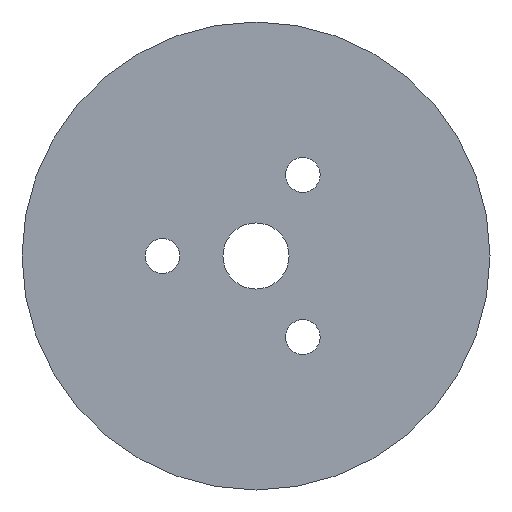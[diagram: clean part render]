
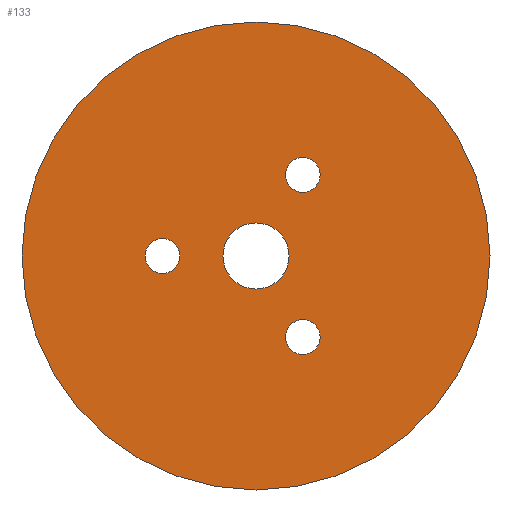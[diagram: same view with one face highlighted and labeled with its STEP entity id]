
A CAD part, left-side view. The second image highlights one B-rep face of the part: STEP entity #133.
In plain terms, the highlighted planar face has unit normal (-1, 0, 0).
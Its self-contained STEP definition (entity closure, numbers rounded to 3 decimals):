
#19=FACE_BOUND('',#43,.T.);
#20=FACE_BOUND('',#44,.T.);
#21=FACE_BOUND('',#45,.T.);
#22=FACE_BOUND('',#46,.T.);
#24=PLANE('',#164);
#31=FACE_OUTER_BOUND('',#42,.T.);
#42=EDGE_LOOP('',(#117));
#43=EDGE_LOOP('',(#118));
#44=EDGE_LOOP('',(#119));
#45=EDGE_LOOP('',(#120));
#46=EDGE_LOOP('',(#121));
#58=CIRCLE('',#150,1.666);
#60=CIRCLE('',#153,1.666);
#62=CIRCLE('',#156,1.666);
#64=CIRCLE('',#159,3.175);
#66=CIRCLE('',#162,22.5);
#68=VERTEX_POINT('',#210);
#70=VERTEX_POINT('',#216);
#72=VERTEX_POINT('',#222);
#74=VERTEX_POINT('',#228);
#76=VERTEX_POINT('',#234);
#79=EDGE_CURVE('',#68,#68,#58,.T.);
#82=EDGE_CURVE('',#70,#70,#60,.T.);
#85=EDGE_CURVE('',#72,#72,#62,.T.);
#88=EDGE_CURVE('',#74,#74,#64,.T.);
#91=EDGE_CURVE('',#76,#76,#66,.T.);
#117=ORIENTED_EDGE('',*,*,#91,.F.);
#118=ORIENTED_EDGE('',*,*,#88,.F.);
#119=ORIENTED_EDGE('',*,*,#85,.F.);
#120=ORIENTED_EDGE('',*,*,#82,.F.);
#121=ORIENTED_EDGE('',*,*,#79,.F.);
#133=ADVANCED_FACE('',(#31,#19,#20,#21,#22),#24,.F.);
#150=AXIS2_PLACEMENT_3D('',#212,#172,#173);
#153=AXIS2_PLACEMENT_3D('',#218,#179,#180);
#156=AXIS2_PLACEMENT_3D('',#224,#186,#187);
#159=AXIS2_PLACEMENT_3D('',#230,#193,#194);
#162=AXIS2_PLACEMENT_3D('',#236,#200,#201);
#164=AXIS2_PLACEMENT_3D('',#238,#204,#205);
#172=DIRECTION('center_axis',(-1.,0.,0.));
#173=DIRECTION('ref_axis',(0.,0.,-1.));
#179=DIRECTION('center_axis',(-1.,0.,0.));
#180=DIRECTION('ref_axis',(0.,0.,-1.));
#186=DIRECTION('center_axis',(-1.,0.,0.));
#187=DIRECTION('ref_axis',(0.,0.,-1.));
#193=DIRECTION('center_axis',(-1.,0.,0.));
#194=DIRECTION('ref_axis',(0.,0.,-1.));
#200=DIRECTION('center_axis',(1.,0.,0.));
#201=DIRECTION('ref_axis',(0.,0.,-1.));
#204=DIRECTION('center_axis',(1.,0.,0.));
#205=DIRECTION('ref_axis',(0.,0.,-1.));
#210=CARTESIAN_POINT('',(31.97,31.315,-77.552));
#212=CARTESIAN_POINT('Origin',(31.97,31.315,-79.218));
#216=CARTESIAN_POINT('',(31.97,17.815,-69.757));
#218=CARTESIAN_POINT('Origin',(31.97,17.815,-71.423));
#222=CARTESIAN_POINT('',(31.97,17.815,-85.346));
#224=CARTESIAN_POINT('Origin',(31.97,17.815,-87.012));
#228=CARTESIAN_POINT('',(31.97,22.315,-76.043));
#230=CARTESIAN_POINT('Origin',(31.97,22.315,-79.218));
#234=CARTESIAN_POINT('',(31.97,22.315,-56.718));
#236=CARTESIAN_POINT('Origin',(31.97,22.315,-79.218));
#238=CARTESIAN_POINT('Origin',(31.97,22.315,-79.218));
